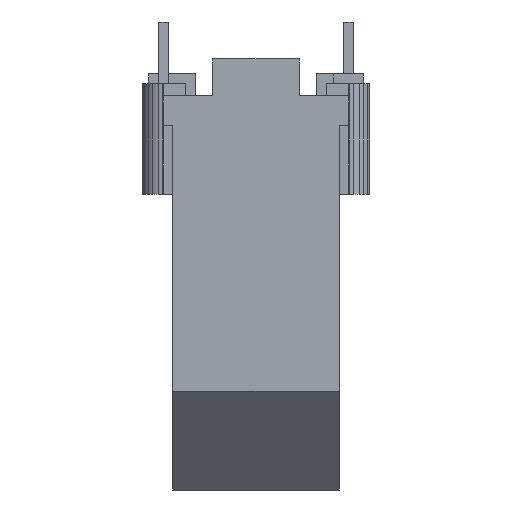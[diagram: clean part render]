
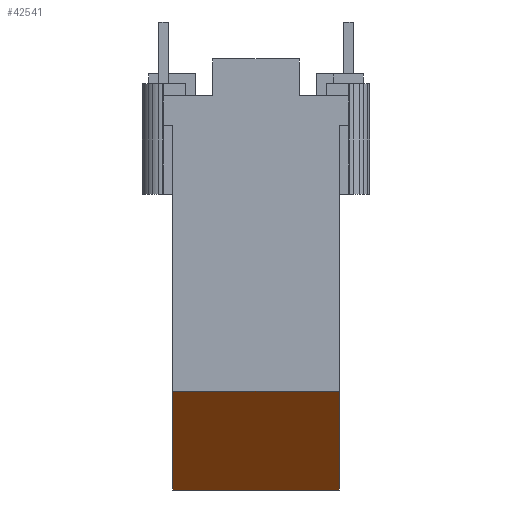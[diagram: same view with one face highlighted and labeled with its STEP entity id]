
A CAD part, front view. The second image highlights one B-rep face of the part: STEP entity #42541.
In plain terms, the highlighted planar face has unit normal (0, -0.707, -0.707).
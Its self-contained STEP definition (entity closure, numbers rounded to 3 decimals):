
#8982 = PLANE('',#8983);
#8983 = AXIS2_PLACEMENT_3D('',#8984,#8985,#8986);
#8984 = CARTESIAN_POINT('',(13.5,0.509,29.6));
#8985 = DIRECTION('',(1.,0.,0.));
#8986 = DIRECTION('',(0.,0.,1.));
#9524 = PLANE('',#9525);
#9525 = AXIS2_PLACEMENT_3D('',#9526,#9527,#9528);
#9526 = CARTESIAN_POINT('',(0.,0.509,24.));
#9527 = DIRECTION('',(-1.,0.,0.));
#9528 = DIRECTION('',(0.,0.,-1.));
#10325 = VERTEX_POINT('',#10326);
#10326 = CARTESIAN_POINT('',(0.,8.,0.));
#10340 = PLANE('',#10341);
#10341 = AXIS2_PLACEMENT_3D('',#10342,#10343,#10344);
#10342 = CARTESIAN_POINT('',(13.5,8.,0.));
#10343 = DIRECTION('',(0.,0.,-1.));
#10344 = DIRECTION('',(-1.,0.,0.));
#10352 = EDGE_CURVE('',#10353,#10325,#10355,.T.);
#10353 = VERTEX_POINT('',#10354);
#10354 = CARTESIAN_POINT('',(0.,0.,8.));
#10355 = SURFACE_CURVE('',#10356,(#10360,#10367),.PCURVE_S1.);
#10356 = LINE('',#10357,#10358);
#10357 = CARTESIAN_POINT('',(0.,0.,8.));
#10358 = VECTOR('',#10359,1.);
#10359 = DIRECTION('',(0.,0.707,-0.707));
#10360 = PCURVE('',#9524,#10361);
#10361 = DEFINITIONAL_REPRESENTATION('',(#10362),#10366);
#10362 = LINE('',#10363,#10364);
#10363 = CARTESIAN_POINT('',(16.,0.509));
#10364 = VECTOR('',#10365,1.);
#10365 = DIRECTION('',(0.707,-0.707));
#10366 = ( GEOMETRIC_REPRESENTATION_CONTEXT(2) 
PARAMETRIC_REPRESENTATION_CONTEXT() REPRESENTATION_CONTEXT('2D SPACE',''
  ) );
#10367 = PCURVE('',#10368,#10373);
#10368 = PLANE('',#10369);
#10369 = AXIS2_PLACEMENT_3D('',#10370,#10371,#10372);
#10370 = CARTESIAN_POINT('',(13.5,8.,0.));
#10371 = DIRECTION('',(0.,-0.707,
    -0.707));
#10372 = DIRECTION('',(0.,0.707,-0.707));
#10373 = DEFINITIONAL_REPRESENTATION('',(#10374),#10378);
#10374 = LINE('',#10375,#10376);
#10375 = CARTESIAN_POINT('',(-11.314,-13.5));
#10376 = VECTOR('',#10377,1.);
#10377 = DIRECTION('',(1.,0.));
#10378 = ( GEOMETRIC_REPRESENTATION_CONTEXT(2) 
PARAMETRIC_REPRESENTATION_CONTEXT() REPRESENTATION_CONTEXT('2D SPACE',''
  ) );
#10396 = PLANE('',#10397);
#10397 = AXIS2_PLACEMENT_3D('',#10398,#10399,#10400);
#10398 = CARTESIAN_POINT('',(14.3,0.,29.6));
#10399 = DIRECTION('',(0.,-1.,0.));
#10400 = DIRECTION('',(0.,0.,-1.));
#14331 = EDGE_CURVE('',#10353,#14332,#14334,.T.);
#14332 = VERTEX_POINT('',#14333);
#14333 = CARTESIAN_POINT('',(13.5,0.,8.));
#14334 = SURFACE_CURVE('',#14335,(#14339,#14346),.PCURVE_S1.);
#14335 = LINE('',#14336,#14337);
#14336 = CARTESIAN_POINT('',(0.,0.,8.));
#14337 = VECTOR('',#14338,1.);
#14338 = DIRECTION('',(1.,0.,0.));
#14339 = PCURVE('',#10396,#14340);
#14340 = DEFINITIONAL_REPRESENTATION('',(#14341),#14345);
#14341 = LINE('',#14342,#14343);
#14342 = CARTESIAN_POINT('',(21.6,-14.3));
#14343 = VECTOR('',#14344,1.);
#14344 = DIRECTION('',(0.,1.));
#14345 = ( GEOMETRIC_REPRESENTATION_CONTEXT(2) 
PARAMETRIC_REPRESENTATION_CONTEXT() REPRESENTATION_CONTEXT('2D SPACE',''
  ) );
#14346 = PCURVE('',#10368,#14347);
#14347 = DEFINITIONAL_REPRESENTATION('',(#14348),#14352);
#14348 = LINE('',#14349,#14350);
#14349 = CARTESIAN_POINT('',(-11.314,-13.5));
#14350 = VECTOR('',#14351,1.);
#14351 = DIRECTION('',(0.,1.));
#14352 = ( GEOMETRIC_REPRESENTATION_CONTEXT(2) 
PARAMETRIC_REPRESENTATION_CONTEXT() REPRESENTATION_CONTEXT('2D SPACE',''
  ) );
#18213 = EDGE_CURVE('',#18214,#14332,#18216,.T.);
#18214 = VERTEX_POINT('',#18215);
#18215 = CARTESIAN_POINT('',(13.5,8.,0.));
#18216 = SURFACE_CURVE('',#18217,(#18221,#18228),.PCURVE_S1.);
#18217 = LINE('',#18218,#18219);
#18218 = CARTESIAN_POINT('',(13.5,8.,0.));
#18219 = VECTOR('',#18220,1.);
#18220 = DIRECTION('',(0.,-0.707,0.707));
#18221 = PCURVE('',#8982,#18222);
#18222 = DEFINITIONAL_REPRESENTATION('',(#18223),#18227);
#18223 = LINE('',#18224,#18225);
#18224 = CARTESIAN_POINT('',(-29.6,-7.491));
#18225 = VECTOR('',#18226,1.);
#18226 = DIRECTION('',(0.707,0.707));
#18227 = ( GEOMETRIC_REPRESENTATION_CONTEXT(2) 
PARAMETRIC_REPRESENTATION_CONTEXT() REPRESENTATION_CONTEXT('2D SPACE',''
  ) );
#18228 = PCURVE('',#10368,#18229);
#18229 = DEFINITIONAL_REPRESENTATION('',(#18230),#18234);
#18230 = LINE('',#18231,#18232);
#18231 = CARTESIAN_POINT('',(0.,0.));
#18232 = VECTOR('',#18233,1.);
#18233 = DIRECTION('',(-1.,0.));
#18234 = ( GEOMETRIC_REPRESENTATION_CONTEXT(2) 
PARAMETRIC_REPRESENTATION_CONTEXT() REPRESENTATION_CONTEXT('2D SPACE',''
  ) );
#31430 = EDGE_CURVE('',#18214,#10325,#31431,.T.);
#31431 = SURFACE_CURVE('',#31432,(#31436,#31443),.PCURVE_S1.);
#31432 = LINE('',#31433,#31434);
#31433 = CARTESIAN_POINT('',(13.5,8.,0.));
#31434 = VECTOR('',#31435,1.);
#31435 = DIRECTION('',(-1.,0.,0.));
#31436 = PCURVE('',#10340,#31437);
#31437 = DEFINITIONAL_REPRESENTATION('',(#31438),#31442);
#31438 = LINE('',#31439,#31440);
#31439 = CARTESIAN_POINT('',(0.,0.));
#31440 = VECTOR('',#31441,1.);
#31441 = DIRECTION('',(1.,0.));
#31442 = ( GEOMETRIC_REPRESENTATION_CONTEXT(2) 
PARAMETRIC_REPRESENTATION_CONTEXT() REPRESENTATION_CONTEXT('2D SPACE',''
  ) );
#31443 = PCURVE('',#10368,#31444);
#31444 = DEFINITIONAL_REPRESENTATION('',(#31445),#31449);
#31445 = LINE('',#31446,#31447);
#31446 = CARTESIAN_POINT('',(0.,0.));
#31447 = VECTOR('',#31448,1.);
#31448 = DIRECTION('',(0.,-1.));
#31449 = ( GEOMETRIC_REPRESENTATION_CONTEXT(2) 
PARAMETRIC_REPRESENTATION_CONTEXT() REPRESENTATION_CONTEXT('2D SPACE',''
  ) );
#42541 = ADVANCED_FACE('',(#42542),#10368,.T.);
#42542 = FACE_BOUND('',#42543,.T.);
#42543 = EDGE_LOOP('',(#42544,#42545,#42546,#42547));
#42544 = ORIENTED_EDGE('',*,*,#18213,.T.);
#42545 = ORIENTED_EDGE('',*,*,#14331,.F.);
#42546 = ORIENTED_EDGE('',*,*,#10352,.T.);
#42547 = ORIENTED_EDGE('',*,*,#31430,.F.);
